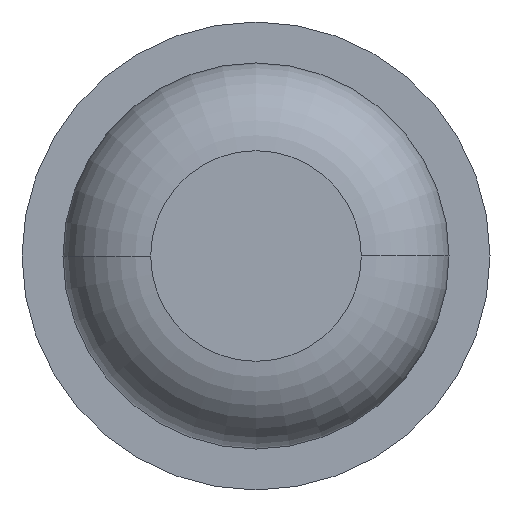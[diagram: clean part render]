
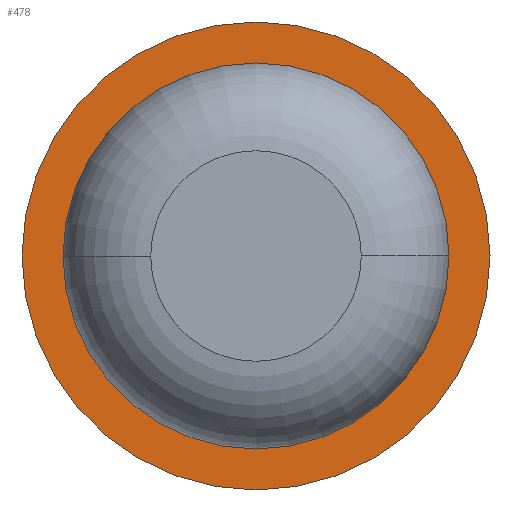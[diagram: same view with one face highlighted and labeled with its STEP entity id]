
A CAD part, front view. The second image highlights one B-rep face of the part: STEP entity #478.
In plain terms, the highlighted planar face has unit normal (0, -1, 0).
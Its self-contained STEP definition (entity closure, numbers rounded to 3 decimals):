
#39 = EDGE_CURVE ( 'Defeature ausgef�hrt1_8+Defeature ausgef�hrt1_7+Defeature ausgef�hrt1_7+Defeature ausgef�hrt1_7', #3880, #1126, #1836, .T. ) ;
#102 = FACE_BOUND ( 'NONE', #2686, .T. ) ;
#237 = DIRECTION ( 'NONE',  ( 0., 1., 0. ) ) ;
#245 = EDGE_CURVE ( 'Defeature ausgef�hrt1_8+Defeature ausgef�hrt1_7+Defeature ausgef�hrt1_7+Defeature ausgef�hrt1_7', #1126, #3880, #825, .T. ) ;
#316 = DIRECTION ( 'NONE',  ( 0., 1., 0. ) ) ;
#332 = AXIS2_PLACEMENT_3D ( 'NONE', #2434, #572, #4057 ) ;
#384 = CIRCLE ( 'NONE', #1276, 0.825 ) ;
#456 = ORIENTED_EDGE ( 'NONE', *, *, #3188, .T. ) ;
#478 = ADVANCED_FACE ( 'Defeature ausgef�hrt1_7', ( #2537, #102 ), #3111, .F. ) ;
#572 = DIRECTION ( 'NONE',  ( 0., 1., 0. ) ) ;
#575 = CIRCLE ( 'NONE', #3965, 0.825 ) ;
#705 = AXIS2_PLACEMENT_3D ( 'NONE', #1481, #237, #3357 ) ;
#715 = CARTESIAN_POINT ( 'NONE',  ( 0.825, -6., 0. ) ) ;
#797 = ORIENTED_EDGE ( 'NONE', *, *, #245, .F. ) ;
#825 = CIRCLE ( 'NONE', #1387, 1. ) ;
#925 = DIRECTION ( 'NONE',  ( -1., 0., 0. ) ) ;
#1095 = DIRECTION ( 'NONE',  ( 0., 1., 0. ) ) ;
#1126 = VERTEX_POINT ( 'NONE', #2580 ) ;
#1268 = CARTESIAN_POINT ( 'NONE',  ( 0., -6., 0. ) ) ;
#1276 = AXIS2_PLACEMENT_3D ( 'NONE', #1268, #316, #2494 ) ;
#1387 = AXIS2_PLACEMENT_3D ( 'NONE', #2985, #1095, #3629 ) ;
#1481 = CARTESIAN_POINT ( 'NONE',  ( 0., -6., 0. ) ) ;
#1510 = VERTEX_POINT ( 'NONE', #3224 ) ;
#1836 = CIRCLE ( 'NONE', #705, 1. ) ;
#2116 = CARTESIAN_POINT ( 'NONE',  ( 1., -6., 0. ) ) ;
#2180 = ORIENTED_EDGE ( 'NONE', *, *, #39, .F. ) ;
#2434 = CARTESIAN_POINT ( 'NONE',  ( 0.825, -6., 0. ) ) ;
#2477 = CARTESIAN_POINT ( 'NONE',  ( 0., -6., 0. ) ) ;
#2494 = DIRECTION ( 'NONE',  ( -1., 0., 0. ) ) ;
#2510 = DIRECTION ( 'NONE',  ( 0., 1., 0. ) ) ;
#2537 = FACE_OUTER_BOUND ( 'NONE', #3162, .T. ) ;
#2580 = CARTESIAN_POINT ( 'NONE',  ( -1., -6., 0. ) ) ;
#2686 = EDGE_LOOP ( 'NONE', ( #3073, #456 ) ) ;
#2985 = CARTESIAN_POINT ( 'NONE',  ( 0., -6., 0. ) ) ;
#3073 = ORIENTED_EDGE ( 'NONE', *, *, #3221, .T. ) ;
#3111 = PLANE ( 'NONE',  #332 ) ;
#3162 = EDGE_LOOP ( 'NONE', ( #797, #2180 ) ) ;
#3188 = EDGE_CURVE ( 'Defeature ausgef�hrt1_7+Defeature ausgef�hrt1_0+Defeature ausgef�hrt1_0+Defeature ausgef�hrt1_0', #3694, #1510, #384, .T. ) ;
#3221 = EDGE_CURVE ( 'Defeature ausgef�hrt1_7+Defeature ausgef�hrt1_0+Defeature ausgef�hrt1_0+Defeature ausgef�hrt1_0', #1510, #3694, #575, .T. ) ;
#3224 = CARTESIAN_POINT ( 'NONE',  ( -0.825, -6., 0. ) ) ;
#3357 = DIRECTION ( 'NONE',  ( -1., 0., 0. ) ) ;
#3629 = DIRECTION ( 'NONE',  ( -1., 0., 0. ) ) ;
#3694 = VERTEX_POINT ( 'NONE', #715 ) ;
#3880 = VERTEX_POINT ( 'NONE', #2116 ) ;
#3965 = AXIS2_PLACEMENT_3D ( 'NONE', #2477, #2510, #925 ) ;
#4057 = DIRECTION ( 'NONE',  ( -1., 0., 0. ) ) ;
